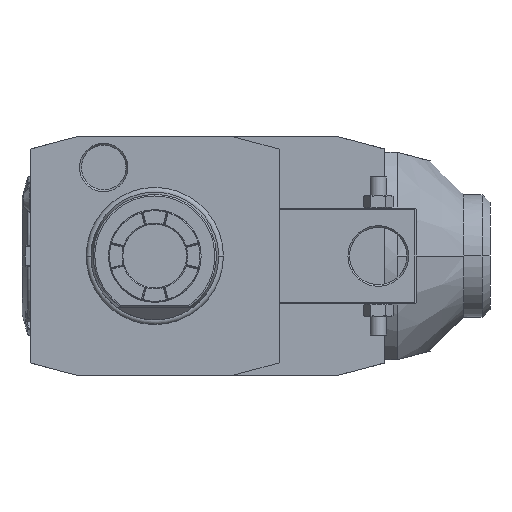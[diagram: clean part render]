
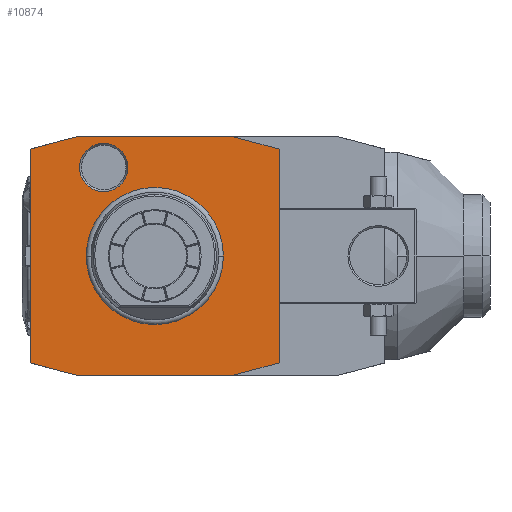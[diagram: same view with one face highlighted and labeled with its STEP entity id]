
A CAD part, front view. The second image highlights one B-rep face of the part: STEP entity #10874.
In plain terms, the highlighted planar face has unit normal (0, -1, 0).
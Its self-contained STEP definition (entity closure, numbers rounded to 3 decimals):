
#1=DIRECTION('',(1.,0.,0.));
#2=VECTOR('',#1,48.);
#3=CARTESIAN_POINT('',(-24.,0.,-37.5));
#4=LINE('',#3,#2);
#5=DIRECTION('',(0.966,0.,-0.259));
#6=VECTOR('',#5,15.529);
#7=CARTESIAN_POINT('',(-39.,0.,-33.481));
#8=LINE('',#7,#6);
#9=DIRECTION('',(0.,0.,-1.));
#10=VECTOR('',#9,66.962);
#11=CARTESIAN_POINT('',(-39.,0.,33.481));
#12=LINE('',#11,#10);
#13=DIRECTION('',(-0.966,0.,-0.259));
#14=VECTOR('',#13,15.529);
#15=CARTESIAN_POINT('',(-24.,0.,37.5));
#16=LINE('',#15,#14);
#17=DIRECTION('',(-1.,0.,0.));
#18=VECTOR('',#17,48.);
#19=CARTESIAN_POINT('',(24.,0.,37.5));
#20=LINE('',#19,#18);
#21=DIRECTION('',(-0.966,0.,0.259));
#22=VECTOR('',#21,15.529);
#23=CARTESIAN_POINT('',(39.,0.,33.481));
#24=LINE('',#23,#22);
#25=DIRECTION('',(0.,0.,1.));
#26=VECTOR('',#25,66.962);
#27=CARTESIAN_POINT('',(39.,0.,-33.481));
#28=LINE('',#27,#26);
#29=DIRECTION('',(0.966,0.,0.259));
#30=VECTOR('',#29,15.529);
#31=CARTESIAN_POINT('',(24.,0.,-37.5));
#32=LINE('',#31,#30);
#33=CARTESIAN_POINT('',(-16.,0.,27.713));
#34=DIRECTION('',(0.,1.,0.));
#35=DIRECTION('',(1.,0.,0.));
#36=AXIS2_PLACEMENT_3D('',#33,#34,#35);
#38=CARTESIAN_POINT('',(-16.,0.,27.713));
#39=DIRECTION('',(0.,1.,0.));
#40=DIRECTION('',(-1.,0.,0.));
#41=AXIS2_PLACEMENT_3D('',#38,#39,#40);
#7420=CARTESIAN_POINT('',(0.,0.,0.));
#7421=DIRECTION('',(0.,-1.,0.));
#7422=DIRECTION('',(1.,0.,0.));
#7423=AXIS2_PLACEMENT_3D('',#7420,#7421,#7422);
#7425=CARTESIAN_POINT('',(0.,0.,0.));
#7426=DIRECTION('',(0.,-1.,0.));
#7427=DIRECTION('',(-1.,0.,0.));
#7428=AXIS2_PLACEMENT_3D('',#7425,#7426,#7427);
#9715=CARTESIAN_POINT('',(-8.423,0.,27.713));
#9716=CARTESIAN_POINT('',(-23.577,0.,27.713));
#9717=VERTEX_POINT('',#9715);
#9718=VERTEX_POINT('',#9716);
#10624=CARTESIAN_POINT('',(-24.,0.,-37.5));
#10625=CARTESIAN_POINT('',(24.,0.,-37.5));
#10626=VERTEX_POINT('',#10624);
#10627=VERTEX_POINT('',#10625);
#10628=CARTESIAN_POINT('',(39.,0.,-33.481));
#10629=VERTEX_POINT('',#10628);
#10630=CARTESIAN_POINT('',(39.,0.,33.481));
#10631=VERTEX_POINT('',#10630);
#10632=CARTESIAN_POINT('',(24.,0.,37.5));
#10633=VERTEX_POINT('',#10632);
#10634=CARTESIAN_POINT('',(-24.,0.,37.5));
#10635=VERTEX_POINT('',#10634);
#10636=CARTESIAN_POINT('',(-39.,0.,33.481));
#10637=VERTEX_POINT('',#10636);
#10638=CARTESIAN_POINT('',(-39.,0.,-33.481));
#10639=VERTEX_POINT('',#10638);
#10687=CARTESIAN_POINT('',(21.137,0.,0.));
#10688=CARTESIAN_POINT('',(-21.137,0.,0.));
#10689=VERTEX_POINT('',#10687);
#10690=VERTEX_POINT('',#10688);
#10839=CARTESIAN_POINT('',(0.,0.,0.));
#10840=DIRECTION('',(0.,-1.,0.));
#10841=DIRECTION('',(-1.,0.,0.));
#10842=AXIS2_PLACEMENT_3D('',#10839,#10840,#10841);
#10843=PLANE('',#10842);
#10845=ORIENTED_EDGE('',*,*,#10844,.F.);
#10847=ORIENTED_EDGE('',*,*,#10846,.F.);
#10849=ORIENTED_EDGE('',*,*,#10848,.F.);
#10851=ORIENTED_EDGE('',*,*,#10850,.F.);
#10853=ORIENTED_EDGE('',*,*,#10852,.F.);
#10855=ORIENTED_EDGE('',*,*,#10854,.F.);
#10857=ORIENTED_EDGE('',*,*,#10856,.F.);
#10859=ORIENTED_EDGE('',*,*,#10858,.F.);
#10860=EDGE_LOOP('',(#10845,#10847,#10849,#10851,#10853,#10855,#10857,#10859));
#10861=FACE_OUTER_BOUND('',#10860,.F.);
#10863=ORIENTED_EDGE('',*,*,#10862,.T.);
#10865=ORIENTED_EDGE('',*,*,#10864,.T.);
#10866=EDGE_LOOP('',(#10863,#10865));
#10867=FACE_BOUND('',#10866,.F.);
#10869=ORIENTED_EDGE('',*,*,#10868,.F.);
#10871=ORIENTED_EDGE('',*,*,#10870,.F.);
#10872=EDGE_LOOP('',(#10869,#10871));
#10873=FACE_BOUND('',#10872,.F.);
#37=CIRCLE('',#36,7.577);
#42=CIRCLE('',#41,7.577);
#7424=CIRCLE('',#7423,21.137);
#7429=CIRCLE('',#7428,21.137);
#10844=EDGE_CURVE('',#10626,#10627,#4,.T.);
#10846=EDGE_CURVE('',#10639,#10626,#8,.T.);
#10848=EDGE_CURVE('',#10637,#10639,#12,.T.);
#10850=EDGE_CURVE('',#10635,#10637,#16,.T.);
#10852=EDGE_CURVE('',#10633,#10635,#20,.T.);
#10854=EDGE_CURVE('',#10631,#10633,#24,.T.);
#10856=EDGE_CURVE('',#10629,#10631,#28,.T.);
#10858=EDGE_CURVE('',#10627,#10629,#32,.T.);
#10862=EDGE_CURVE('',#10689,#10690,#7424,.T.);
#10864=EDGE_CURVE('',#10690,#10689,#7429,.T.);
#10868=EDGE_CURVE('',#9717,#9718,#37,.T.);
#10870=EDGE_CURVE('',#9718,#9717,#42,.T.);
#10874=ADVANCED_FACE('',(#10861,#10867,#10873),#10843,.T.);
